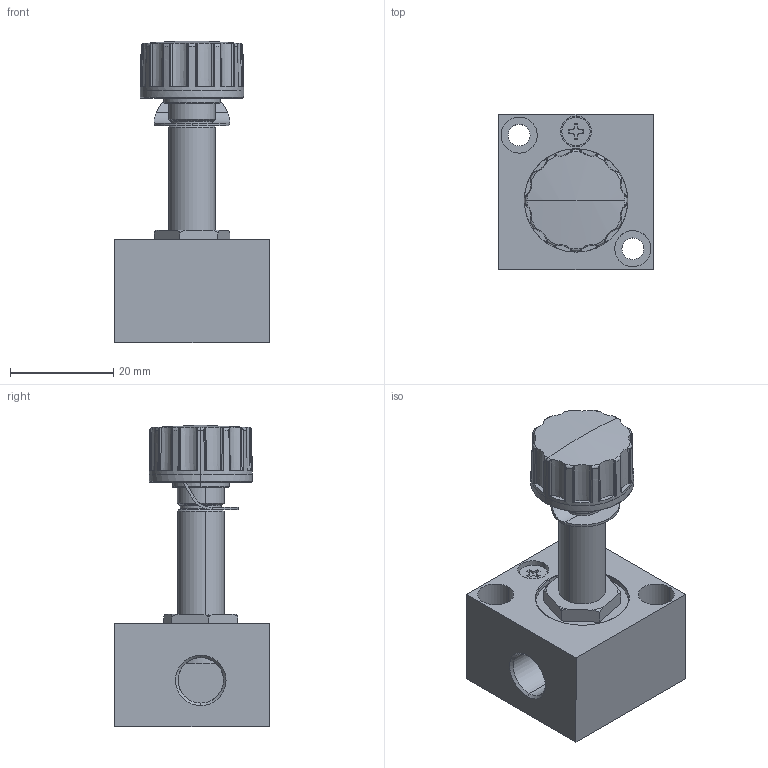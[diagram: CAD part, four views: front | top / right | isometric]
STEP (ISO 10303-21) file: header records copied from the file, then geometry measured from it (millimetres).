
FILE_DESCRIPTION (( 'STEP AP214' ), '1' );
FILE_NAME ('00_051_3.STEP', '2016-01-11T14:47:04', ( '' ), ( '' ), 'SwSTEP 2.0', 'SolidWorks 2016', '' );
FILE_SCHEMA (( 'AUTOMOTIVE_DESIGN' ));
Length unit declared in the file: millimetre
Products named in the file (1): 00_051_3
Bounding box: 30 x 30 x 58.4 mm (x, y, z)
Volume: 20260.2 mm3; surface area: 8389.3 mm2
Topology: 1 solids, 1 shells, 308 faces, 846 edges, 550 vertices
Faces by surface type: plane 131, cone 90, cylinder 47, torus 34, bspline 4, sphere 2
Entity records: 13780 total; most frequent: CARTESIAN_POINT 3196, ORIENTED_EDGE 1692, DIRECTION 1449, EDGE_CURVE 846, AXIS2_PLACEMENT_3D 571, VERTEX_POINT 550, EDGE_LOOP 326, ADVANCED_FACE 308
